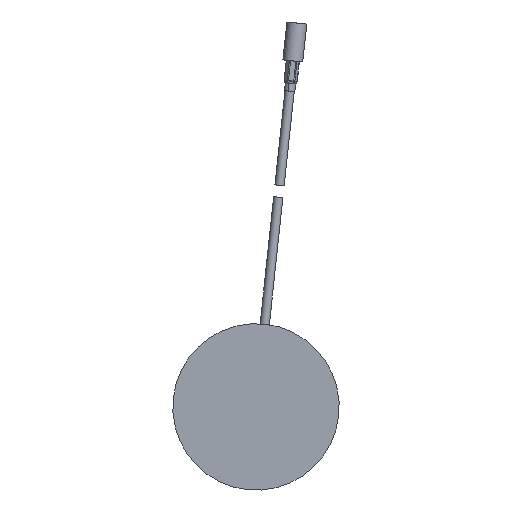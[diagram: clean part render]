
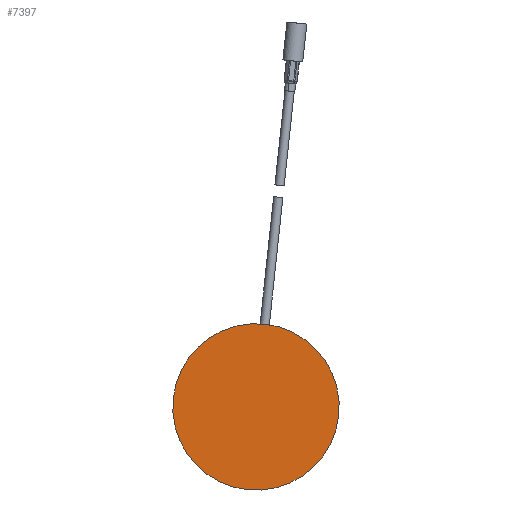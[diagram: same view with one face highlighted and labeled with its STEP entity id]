
A CAD part, front view. The second image highlights one B-rep face of the part: STEP entity #7397.
In plain terms, the highlighted planar face has unit normal (0, -1, 0).
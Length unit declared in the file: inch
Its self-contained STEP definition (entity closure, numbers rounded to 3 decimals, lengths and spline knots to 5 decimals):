
#660 = VERTEX_POINT ( 'NONE', #6944 ) ;
#684 = VERTEX_POINT ( 'NONE', #6927 ) ;
#1004 = DIRECTION ( 'NONE',  ( 0., 0., -1. ) ) ;
#2122 = CARTESIAN_POINT ( 'NONE',  ( 0., 0., 0. ) ) ;
#2292 = DIRECTION ( 'NONE',  ( 0., -1., 0. ) ) ;
#2745 = AXIS2_PLACEMENT_3D ( 'NONE', #4756, #4752, #4742 ) ;
#3206 = AXIS2_PLACEMENT_3D ( 'NONE', #2122, #2292, #1004 ) ;
#4350 = CIRCLE ( 'NONE', #2745, 1.75 ) ;
#4519 = CIRCLE ( 'NONE', #3206, 1.75 ) ;
#4742 = DIRECTION ( 'NONE',  ( 0., 0., -1. ) ) ;
#4752 = DIRECTION ( 'NONE',  ( 0., -1., 0. ) ) ;
#4756 = CARTESIAN_POINT ( 'NONE',  ( 0., 0., 0. ) ) ;
#6578 = PLANE ( 'NONE',  #8253 ) ;
#6874 = CARTESIAN_POINT ( 'NONE',  ( -1.75, 0., 0. ) ) ;
#6895 = DIRECTION ( 'NONE',  ( 0., 0., 1. ) ) ;
#6899 = DIRECTION ( 'NONE',  ( 0., 1., 0. ) ) ;
#6927 = CARTESIAN_POINT ( 'NONE',  ( 0., 0., 1.75 ) ) ;
#6944 = CARTESIAN_POINT ( 'NONE',  ( 0., 0., -1.75 ) ) ;
#7140 = ORIENTED_EDGE ( 'NONE', *, *, #8465, .T. ) ;
#7323 = ORIENTED_EDGE ( 'NONE', *, *, #8582, .T. ) ;
#7397 = ADVANCED_FACE ( 'NONE', ( #10387 ), #6578, .F. ) ;
#7787 = EDGE_LOOP ( 'NONE', ( #7140, #7323 ) ) ;
#8253 = AXIS2_PLACEMENT_3D ( 'NONE', #6874, #6899, #6895 ) ;
#8465 = EDGE_CURVE ( 'NONE', #660, #684, #4519, .T. ) ;
#8582 = EDGE_CURVE ( 'NONE', #684, #660, #4350, .T. ) ;
#10387 = FACE_OUTER_BOUND ( 'NONE', #7787, .T. ) ;
